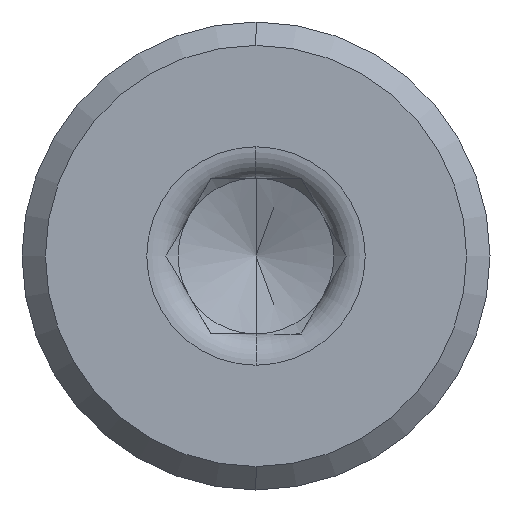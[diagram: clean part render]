
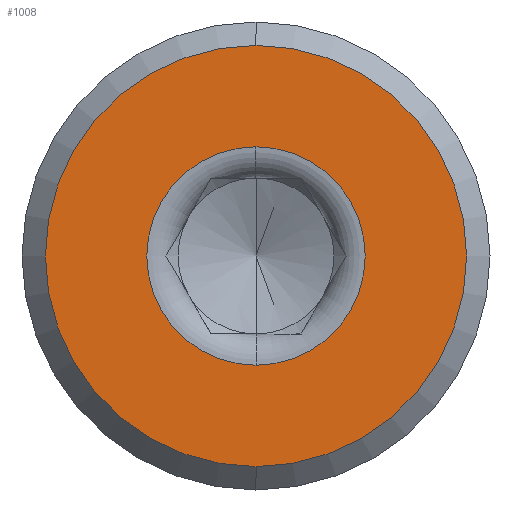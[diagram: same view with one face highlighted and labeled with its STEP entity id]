
A CAD part, left-side view. The second image highlights one B-rep face of the part: STEP entity #1008.
In plain terms, the highlighted planar face has unit normal (-1, 0, 0).
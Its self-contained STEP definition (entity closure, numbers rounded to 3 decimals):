
#15 = DIRECTION ( 'NONE',  ( 1., 0., 0. ) ) ;
#17 = ORIENTED_EDGE ( 'NONE', *, *, #338, .T. ) ;
#113 = FACE_BOUND ( 'NONE', #446, .T. ) ;
#152 = ORIENTED_EDGE ( 'NONE', *, *, #787, .T. ) ;
#158 = AXIS2_PLACEMENT_3D ( 'NONE', #568, #833, #763 ) ;
#185 = AXIS2_PLACEMENT_3D ( 'NONE', #553, #835, #341 ) ;
#190 = DIRECTION ( 'NONE',  ( 0., 0., -1. ) ) ;
#192 = CIRCLE ( 'NONE', #872, 7. ) ;
#197 = CARTESIAN_POINT ( 'NONE',  ( 0., 0., 7. ) ) ;
#241 = VERTEX_POINT ( 'NONE', #888 ) ;
#267 = PLANE ( 'NONE',  #185 ) ;
#288 = CARTESIAN_POINT ( 'NONE',  ( 0., 0., 0. ) ) ;
#338 = EDGE_CURVE ( 'NONE', #998, #241, #918, .T. ) ;
#341 = DIRECTION ( 'NONE',  ( 0., 0., -1. ) ) ;
#419 = CIRCLE ( 'NONE', #931, 7. ) ;
#446 = EDGE_LOOP ( 'NONE', ( #152, #905 ) ) ;
#454 = DIRECTION ( 'NONE',  ( -1., 0., 0. ) ) ;
#463 = CARTESIAN_POINT ( 'NONE',  ( 0., 0., -7. ) ) ;
#489 = EDGE_LOOP ( 'NONE', ( #891, #17 ) ) ;
#553 = CARTESIAN_POINT ( 'NONE',  ( 0., 0., 0. ) ) ;
#568 = CARTESIAN_POINT ( 'NONE',  ( 0., 0., 0. ) ) ;
#592 = DIRECTION ( 'NONE',  ( 0., 0., -1. ) ) ;
#604 = CIRCLE ( 'NONE', #1196, 13.5 ) ;
#651 = FACE_OUTER_BOUND ( 'NONE', #489, .T. ) ;
#676 = EDGE_CURVE ( 'NONE', #764, #815, #192, .T. ) ;
#690 = CARTESIAN_POINT ( 'NONE',  ( 0., 0., 0. ) ) ;
#763 = DIRECTION ( 'NONE',  ( 0., 0., -1. ) ) ;
#764 = VERTEX_POINT ( 'NONE', #197 ) ;
#787 = EDGE_CURVE ( 'NONE', #815, #764, #419, .T. ) ;
#815 = VERTEX_POINT ( 'NONE', #463 ) ;
#833 = DIRECTION ( 'NONE',  ( -1., 0., 0. ) ) ;
#835 = DIRECTION ( 'NONE',  ( 1., 0., 0. ) ) ;
#858 = DIRECTION ( 'NONE',  ( 1., 0., 0. ) ) ;
#872 = AXIS2_PLACEMENT_3D ( 'NONE', #690, #15, #592 ) ;
#888 = CARTESIAN_POINT ( 'NONE',  ( 0., 0., -13.5 ) ) ;
#891 = ORIENTED_EDGE ( 'NONE', *, *, #1000, .T. ) ;
#905 = ORIENTED_EDGE ( 'NONE', *, *, #676, .T. ) ;
#918 = CIRCLE ( 'NONE', #158, 13.5 ) ;
#931 = AXIS2_PLACEMENT_3D ( 'NONE', #288, #858, #190 ) ;
#998 = VERTEX_POINT ( 'NONE', #1110 ) ;
#1000 = EDGE_CURVE ( 'NONE', #241, #998, #604, .T. ) ;
#1008 = ADVANCED_FACE ( 'NONE', ( #113, #651 ), #267, .F. ) ;
#1034 = CARTESIAN_POINT ( 'NONE',  ( 0., 0., 0. ) ) ;
#1110 = CARTESIAN_POINT ( 'NONE',  ( 0., 0., 13.5 ) ) ;
#1114 = DIRECTION ( 'NONE',  ( 0., 0., -1. ) ) ;
#1196 = AXIS2_PLACEMENT_3D ( 'NONE', #1034, #454, #1114 ) ;
